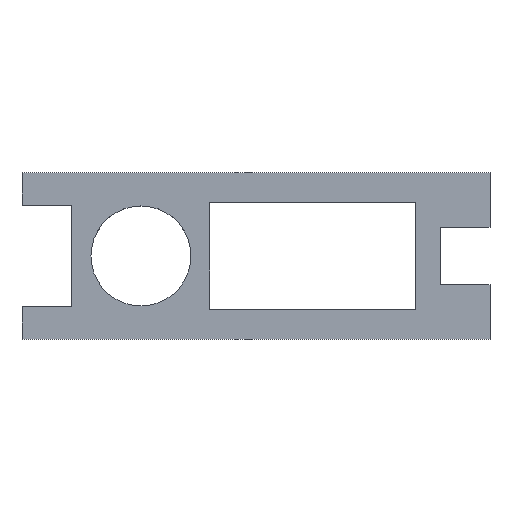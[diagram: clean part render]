
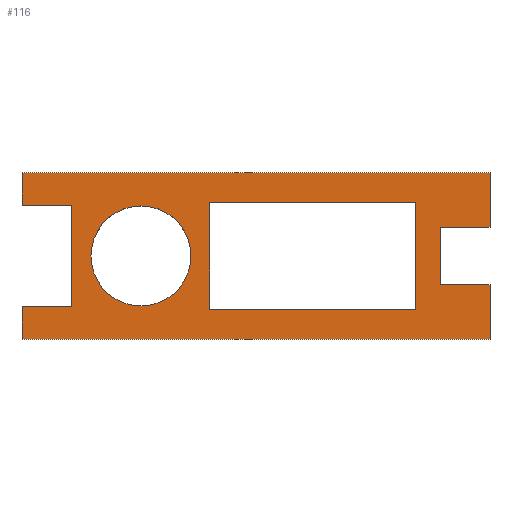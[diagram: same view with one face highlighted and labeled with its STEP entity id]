
A CAD part, top view. The second image highlights one B-rep face of the part: STEP entity #116.
In plain terms, the highlighted planar face has unit normal (0, 0, 1).
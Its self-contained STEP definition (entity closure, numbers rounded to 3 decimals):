
#6 = VERTEX_POINT ( 'NONE', #148 ) ;
#9 = VERTEX_POINT ( 'NONE', #700 ) ;
#12 = ORIENTED_EDGE ( 'NONE', *, *, #222, .F. ) ;
#15 = EDGE_CURVE ( 'NONE', #130, #562, #472, .T. ) ;
#17 = ORIENTED_EDGE ( 'NONE', *, *, #561, .F. ) ;
#31 = DIRECTION ( 'NONE',  ( 0., 1., 0. ) ) ;
#33 = EDGE_CURVE ( 'NONE', #9, #154, #623, .T. ) ;
#35 = VECTOR ( 'NONE', #454, 1000. ) ;
#39 = CARTESIAN_POINT ( 'NONE',  ( 740.14, 391.315, 5.6 ) ) ;
#55 = DIRECTION ( 'NONE',  ( 0., 1., 0. ) ) ;
#59 = VECTOR ( 'NONE', #137, 1000. ) ;
#62 = EDGE_CURVE ( 'NONE', #197, #130, #84, .T. ) ;
#69 = CARTESIAN_POINT ( 'NONE',  ( 742.79, 393.986, 5.6 ) ) ;
#72 = LINE ( 'NONE', #76, #346 ) ;
#76 = CARTESIAN_POINT ( 'NONE',  ( 717.471, 391.315, 5.6 ) ) ;
#84 = LINE ( 'NONE', #87, #495 ) ;
#86 = ORIENTED_EDGE ( 'NONE', *, *, #706, .T. ) ;
#87 = CARTESIAN_POINT ( 'NONE',  ( 748.29, 400.344, 5.6 ) ) ;
#98 = VECTOR ( 'NONE', #289, 1000. ) ;
#107 = LINE ( 'NONE', #162, #437 ) ;
#112 = VERTEX_POINT ( 'NONE', #198 ) ;
#116 = ADVANCED_FACE ( 'NONE', ( #349, #234, #215 ), #193, .F. ) ;
#121 = VERTEX_POINT ( 'NONE', #39 ) ;
#127 = VERTEX_POINT ( 'NONE', #304 ) ;
#129 = VECTOR ( 'NONE', #551, 1000. ) ;
#130 = VERTEX_POINT ( 'NONE', #363 ) ;
#132 = EDGE_CURVE ( 'NONE', #208, #140, #502, .T. ) ;
#137 = DIRECTION ( 'NONE',  ( -1., 0., 0. ) ) ;
#140 = VERTEX_POINT ( 'NONE', #354 ) ;
#141 = CARTESIAN_POINT ( 'NONE',  ( 702.29, 402.744, 5.6 ) ) ;
#143 = CARTESIAN_POINT ( 'NONE',  ( 748.29, 387.986, 5.6 ) ) ;
#144 = CARTESIAN_POINT ( 'NONE',  ( 709.881, 397.165, 5.6 ) ) ;
#148 = CARTESIAN_POINT ( 'NONE',  ( 717.471, 391.315, 5.6 ) ) ;
#150 = EDGE_CURVE ( 'NONE', #562, #274, #228, .T. ) ;
#154 = VERTEX_POINT ( 'NONE', #418 ) ;
#156 = DIRECTION ( 'NONE',  ( 0., 0., 1. ) ) ;
#162 = CARTESIAN_POINT ( 'NONE',  ( 740.14, 391.315, 5.6 ) ) ;
#164 = LINE ( 'NONE', #143, #695 ) ;
#169 = CARTESIAN_POINT ( 'NONE',  ( 748.29, 387.986, 5.6 ) ) ;
#173 = ORIENTED_EDGE ( 'NONE', *, *, #576, .T. ) ;
#175 = CARTESIAN_POINT ( 'NONE',  ( 748.29, 393.986, 5.6 ) ) ;
#176 = ORIENTED_EDGE ( 'NONE', *, *, #132, .T. ) ;
#180 = DIRECTION ( 'NONE',  ( 0., 0., 1. ) ) ;
#189 = DIRECTION ( 'NONE',  ( 1., 0., 0. ) ) ;
#193 = PLANE ( 'NONE',  #564 ) ;
#197 = VERTEX_POINT ( 'NONE', #273 ) ;
#198 = CARTESIAN_POINT ( 'NONE',  ( 748.29, 393.986, 5.6 ) ) ;
#202 = LINE ( 'NONE', #634, #471 ) ;
#203 = VECTOR ( 'NONE', #691, 1000. ) ;
#208 = VERTEX_POINT ( 'NONE', #141 ) ;
#215 = FACE_BOUND ( 'NONE', #457, .T. ) ;
#218 = CARTESIAN_POINT ( 'NONE',  ( 696.79, 387.986, 5.6 ) ) ;
#222 = EDGE_CURVE ( 'NONE', #127, #272, #513, .T. ) ;
#228 = LINE ( 'NONE', #260, #59 ) ;
#234 = FACE_OUTER_BOUND ( 'NONE', #487, .T. ) ;
#243 = EDGE_LOOP ( 'NONE', ( #257, #678, #536, #17 ) ) ;
#249 = ORIENTED_EDGE ( 'NONE', *, *, #62, .T. ) ;
#250 = DIRECTION ( 'NONE',  ( -1., 0., 0. ) ) ;
#254 = VERTEX_POINT ( 'NONE', #268 ) ;
#255 = VECTOR ( 'NONE', #31, 1000. ) ;
#256 = DIRECTION ( 'NONE',  ( -1., 0., 0. ) ) ;
#257 = ORIENTED_EDGE ( 'NONE', *, *, #598, .F. ) ;
#258 = CARTESIAN_POINT ( 'NONE',  ( 696.79, 387.986, 5.6 ) ) ;
#260 = CARTESIAN_POINT ( 'NONE',  ( 696.79, 406.344, 5.6 ) ) ;
#268 = CARTESIAN_POINT ( 'NONE',  ( 696.79, 391.586, 5.6 ) ) ;
#272 = VERTEX_POINT ( 'NONE', #702 ) ;
#273 = CARTESIAN_POINT ( 'NONE',  ( 742.79, 400.344, 5.6 ) ) ;
#274 = VERTEX_POINT ( 'NONE', #422 ) ;
#275 = DIRECTION ( 'NONE',  ( 1., 0., 0. ) ) ;
#285 = VERTEX_POINT ( 'NONE', #429 ) ;
#288 = EDGE_CURVE ( 'NONE', #121, #9, #107, .T. ) ;
#289 = DIRECTION ( 'NONE',  ( 0., 1., 0. ) ) ;
#303 = DIRECTION ( 'NONE',  ( 0., -1., 0. ) ) ;
#304 = CARTESIAN_POINT ( 'NONE',  ( 704.381, 397.165, 5.6 ) ) ;
#318 = CARTESIAN_POINT ( 'NONE',  ( 748.29, 406.344, 5.6 ) ) ;
#323 = LINE ( 'NONE', #518, #255 ) ;
#326 = CARTESIAN_POINT ( 'NONE',  ( 702.29, 402.744, 5.6 ) ) ;
#332 = EDGE_CURVE ( 'NONE', #285, #208, #510, .T. ) ;
#337 = VECTOR ( 'NONE', #677, 1000. ) ;
#340 = VECTOR ( 'NONE', #478, 1000. ) ;
#342 = CARTESIAN_POINT ( 'NONE',  ( 709.881, 397.165, 5.6 ) ) ;
#346 = VECTOR ( 'NONE', #506, 1000. ) ;
#349 = FACE_BOUND ( 'NONE', #243, .T. ) ;
#353 = CARTESIAN_POINT ( 'NONE',  ( 696.79, 391.586, 5.6 ) ) ;
#354 = CARTESIAN_POINT ( 'NONE',  ( 702.29, 391.586, 5.6 ) ) ;
#362 = CARTESIAN_POINT ( 'NONE',  ( 702.29, 402.744, 5.6 ) ) ;
#363 = CARTESIAN_POINT ( 'NONE',  ( 748.29, 400.344, 5.6 ) ) ;
#366 = VERTEX_POINT ( 'NONE', #218 ) ;
#391 = ORIENTED_EDGE ( 'NONE', *, *, #443, .T. ) ;
#398 = DIRECTION ( 'NONE',  ( 1., 0., 0. ) ) ;
#403 = ORIENTED_EDGE ( 'NONE', *, *, #653, .T. ) ;
#404 = CARTESIAN_POINT ( 'NONE',  ( 748.29, 406.344, 5.6 ) ) ;
#416 = LINE ( 'NONE', #69, #35 ) ;
#417 = VECTOR ( 'NONE', #250, 1000. ) ;
#418 = CARTESIAN_POINT ( 'NONE',  ( 717.471, 403.015, 5.6 ) ) ;
#422 = CARTESIAN_POINT ( 'NONE',  ( 696.79, 406.344, 5.6 ) ) ;
#429 = CARTESIAN_POINT ( 'NONE',  ( 696.79, 402.744, 5.6 ) ) ;
#437 = VECTOR ( 'NONE', #55, 1000. ) ;
#443 = EDGE_CURVE ( 'NONE', #366, #465, #164, .T. ) ;
#446 = LINE ( 'NONE', #175, #98 ) ;
#454 = DIRECTION ( 'NONE',  ( -1., 0., 0. ) ) ;
#457 = EDGE_LOOP ( 'NONE', ( #12, #588 ) ) ;
#462 = DIRECTION ( 'NONE',  ( 0., 0., -1. ) ) ;
#465 = VERTEX_POINT ( 'NONE', #169 ) ;
#471 = VECTOR ( 'NONE', #303, 1000. ) ;
#472 = LINE ( 'NONE', #318, #340 ) ;
#475 = EDGE_CURVE ( 'NONE', #112, #550, #416, .T. ) ;
#478 = DIRECTION ( 'NONE',  ( 0., 1., 0. ) ) ;
#482 = CIRCLE ( 'NONE', #497, 5.5 ) ;
#485 = LINE ( 'NONE', #353, #417 ) ;
#487 = EDGE_LOOP ( 'NONE', ( #557, #176, #699, #559, #391, #173, #579, #403, #249, #527, #656, #86 ) ) ;
#495 = VECTOR ( 'NONE', #189, 1000. ) ;
#497 = AXIS2_PLACEMENT_3D ( 'NONE', #342, #180, #398 ) ;
#500 = LINE ( 'NONE', #615, #337 ) ;
#502 = LINE ( 'NONE', #362, #203 ) ;
#504 = VECTOR ( 'NONE', #578, 1000. ) ;
#506 = DIRECTION ( 'NONE',  ( 1., 0., 0. ) ) ;
#510 = LINE ( 'NONE', #326, #129 ) ;
#513 = CIRCLE ( 'NONE', #619, 5.5 ) ;
#518 = CARTESIAN_POINT ( 'NONE',  ( 742.79, 400.344, 5.6 ) ) ;
#527 = ORIENTED_EDGE ( 'NONE', *, *, #15, .T. ) ;
#536 = ORIENTED_EDGE ( 'NONE', *, *, #288, .F. ) ;
#540 = DIRECTION ( 'NONE',  ( 1., 0., 0. ) ) ;
#543 = CARTESIAN_POINT ( 'NONE',  ( 717.471, 403.015, 5.6 ) ) ;
#550 = VERTEX_POINT ( 'NONE', #563 ) ;
#551 = DIRECTION ( 'NONE',  ( 1., 0., 0. ) ) ;
#555 = LINE ( 'NONE', #258, #504 ) ;
#557 = ORIENTED_EDGE ( 'NONE', *, *, #332, .T. ) ;
#559 = ORIENTED_EDGE ( 'NONE', *, *, #658, .T. ) ;
#561 = EDGE_CURVE ( 'NONE', #6, #121, #72, .T. ) ;
#562 = VERTEX_POINT ( 'NONE', #404 ) ;
#563 = CARTESIAN_POINT ( 'NONE',  ( 742.79, 393.986, 5.6 ) ) ;
#564 = AXIS2_PLACEMENT_3D ( 'NONE', #639, #462, #256 ) ;
#576 = EDGE_CURVE ( 'NONE', #465, #112, #446, .T. ) ;
#578 = DIRECTION ( 'NONE',  ( 0., -1., 0. ) ) ;
#579 = ORIENTED_EDGE ( 'NONE', *, *, #475, .T. ) ;
#582 = EDGE_CURVE ( 'NONE', #272, #127, #482, .T. ) ;
#588 = ORIENTED_EDGE ( 'NONE', *, *, #582, .F. ) ;
#598 = EDGE_CURVE ( 'NONE', #154, #6, #500, .T. ) ;
#615 = CARTESIAN_POINT ( 'NONE',  ( 717.471, 391.315, 5.6 ) ) ;
#619 = AXIS2_PLACEMENT_3D ( 'NONE', #144, #156, #540 ) ;
#623 = LINE ( 'NONE', #543, #690 ) ;
#634 = CARTESIAN_POINT ( 'NONE',  ( 696.79, 402.744, 5.6 ) ) ;
#639 = CARTESIAN_POINT ( 'NONE',  ( 0., 0., 5.6 ) ) ;
#653 = EDGE_CURVE ( 'NONE', #550, #197, #323, .T. ) ;
#656 = ORIENTED_EDGE ( 'NONE', *, *, #150, .T. ) ;
#658 = EDGE_CURVE ( 'NONE', #254, #366, #555, .T. ) ;
#671 = EDGE_CURVE ( 'NONE', #140, #254, #485, .T. ) ;
#677 = DIRECTION ( 'NONE',  ( 0., -1., 0. ) ) ;
#678 = ORIENTED_EDGE ( 'NONE', *, *, #33, .F. ) ;
#690 = VECTOR ( 'NONE', #710, 1000. ) ;
#691 = DIRECTION ( 'NONE',  ( 0., -1., 0. ) ) ;
#695 = VECTOR ( 'NONE', #275, 1000. ) ;
#699 = ORIENTED_EDGE ( 'NONE', *, *, #671, .T. ) ;
#700 = CARTESIAN_POINT ( 'NONE',  ( 740.14, 403.015, 5.6 ) ) ;
#702 = CARTESIAN_POINT ( 'NONE',  ( 715.381, 397.165, 5.6 ) ) ;
#706 = EDGE_CURVE ( 'NONE', #274, #285, #202, .T. ) ;
#710 = DIRECTION ( 'NONE',  ( -1., 0., 0. ) ) ;
